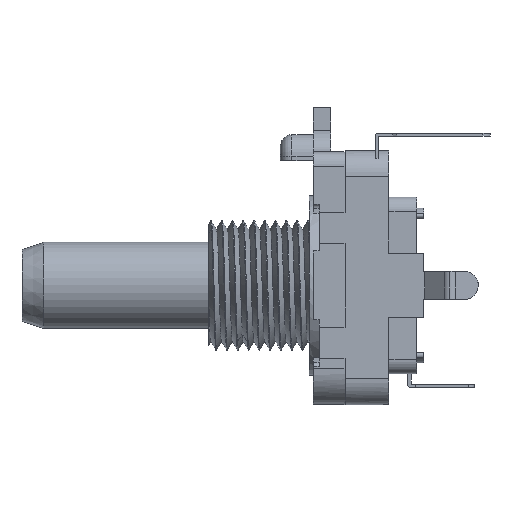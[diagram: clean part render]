
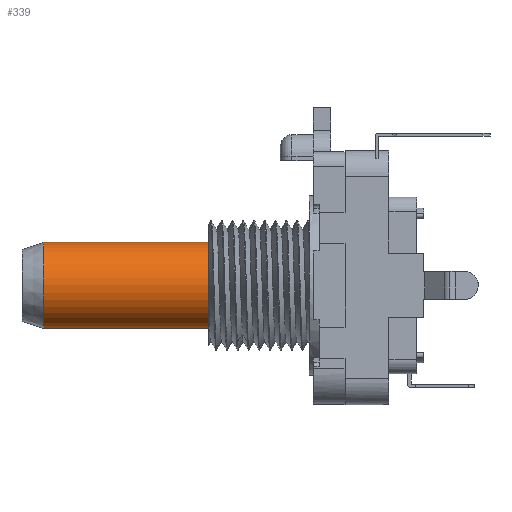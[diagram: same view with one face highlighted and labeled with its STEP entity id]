
A CAD part, left-side view. The second image highlights one B-rep face of the part: STEP entity #339.
In plain terms, the highlighted cylindrical face has radius 3 mm (diameter 6 mm), a partial arc.
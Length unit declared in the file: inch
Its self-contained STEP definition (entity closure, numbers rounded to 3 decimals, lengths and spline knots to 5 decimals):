
#37 = CARTESIAN_POINT ( 'NONE',  ( 0., 0.37402, 0.11811 ) ) ;
#339 = ADVANCED_FACE ( 'NONE', ( #12426 ), #12178, .T. ) ;
#710 = VERTEX_POINT ( 'NONE', #11037 ) ;
#1472 = DIRECTION ( 'NONE',  ( 0., 1., 0. ) ) ;
#1607 = DIRECTION ( 'NONE',  ( 0., 1., 0. ) ) ;
#1799 = CIRCLE ( 'NONE', #12365, 0.11811 ) ;
#2585 = LINE ( 'NONE', #15712, #6020 ) ;
#2687 = ORIENTED_EDGE ( 'NONE', *, *, #8623, .F. ) ;
#2689 = CARTESIAN_POINT ( 'NONE',  ( 0., 0.82677, 0. ) ) ;
#2940 = ORIENTED_EDGE ( 'NONE', *, *, #16278, .T. ) ;
#3538 = VECTOR ( 'NONE', #1607, 39.37008 ) ;
#3837 = EDGE_CURVE ( 'NONE', #3944, #12610, #10582, .T. ) ;
#3944 = VERTEX_POINT ( 'NONE', #11349 ) ;
#4524 = DIRECTION ( 'NONE',  ( 0., 0., 1. ) ) ;
#4623 = EDGE_LOOP ( 'NONE', ( #2687, #2940, #15099, #5417 ) ) ;
#5417 = ORIENTED_EDGE ( 'NONE', *, *, #13593, .T. ) ;
#5694 = CARTESIAN_POINT ( 'NONE',  ( 0., 0.37402, -0.11811 ) ) ;
#6020 = VECTOR ( 'NONE', #10587, 39.37008 ) ;
#7950 = AXIS2_PLACEMENT_3D ( 'NONE', #11125, #16250, #4524 ) ;
#8088 = DIRECTION ( 'NONE',  ( 0., 0., 1. ) ) ;
#8623 = EDGE_CURVE ( 'NONE', #16859, #710, #2585, .T. ) ;
#9644 = CARTESIAN_POINT ( 'NONE',  ( 0., 0.82677, 0.11811 ) ) ;
#9732 = CIRCLE ( 'NONE', #12495, 0.11811 ) ;
#10582 = LINE ( 'NONE', #37, #3538 ) ;
#10587 = DIRECTION ( 'NONE',  ( 0., 1., 0. ) ) ;
#11037 = CARTESIAN_POINT ( 'NONE',  ( 0., 0.82677, -0.11811 ) ) ;
#11125 = CARTESIAN_POINT ( 'NONE',  ( 0., 0.37402, 0. ) ) ;
#11349 = CARTESIAN_POINT ( 'NONE',  ( 0., 0.37402, 0.11811 ) ) ;
#12178 = CYLINDRICAL_SURFACE ( 'NONE', #7950, 0.11811 ) ;
#12365 = AXIS2_PLACEMENT_3D ( 'NONE', #2689, #17125, #8088 ) ;
#12426 = FACE_OUTER_BOUND ( 'NONE', #4623, .T. ) ;
#12495 = AXIS2_PLACEMENT_3D ( 'NONE', #14787, #1472, #13142 ) ;
#12610 = VERTEX_POINT ( 'NONE', #9644 ) ;
#13142 = DIRECTION ( 'NONE',  ( 0., 0., 1. ) ) ;
#13593 = EDGE_CURVE ( 'NONE', #12610, #710, #1799, .T. ) ;
#14787 = CARTESIAN_POINT ( 'NONE',  ( 0., 0.37402, 0. ) ) ;
#15099 = ORIENTED_EDGE ( 'NONE', *, *, #3837, .T. ) ;
#15712 = CARTESIAN_POINT ( 'NONE',  ( 0., 0.37402, -0.11811 ) ) ;
#16250 = DIRECTION ( 'NONE',  ( 0., 1., 0. ) ) ;
#16278 = EDGE_CURVE ( 'NONE', #16859, #3944, #9732, .T. ) ;
#16859 = VERTEX_POINT ( 'NONE', #5694 ) ;
#17125 = DIRECTION ( 'NONE',  ( 0., -1., 0. ) ) ;
